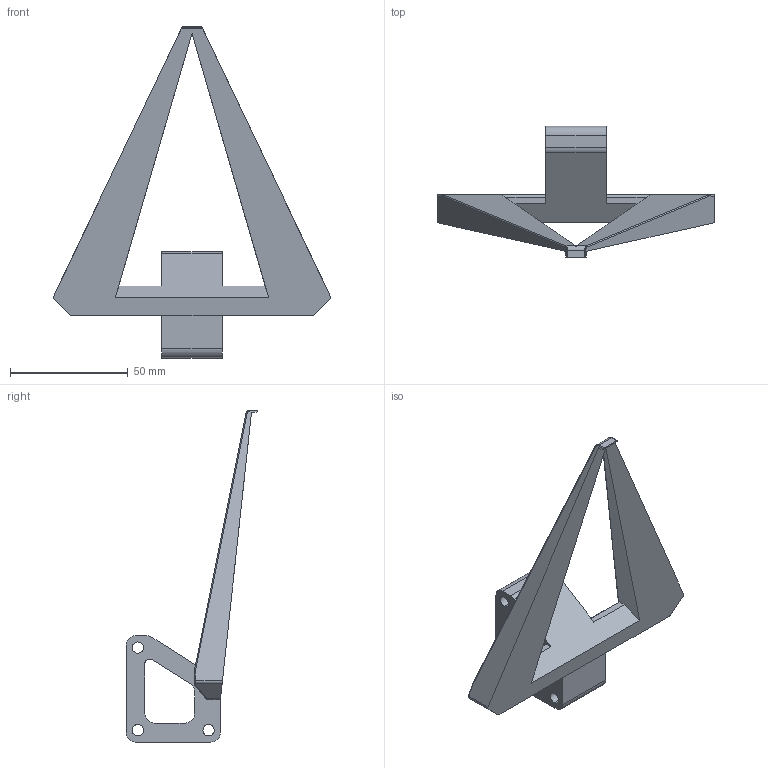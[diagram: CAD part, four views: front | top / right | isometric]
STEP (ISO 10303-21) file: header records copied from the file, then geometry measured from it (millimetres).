
FILE_DESCRIPTION (( 'STEP AP214' ), '1' );
FILE_NAME ('two_finger_backing.STEP', '2025-03-17T23:32:26', ( '' ), ( '' ), 'SwSTEP 2.0', 'SolidWorks 2024', '' );
FILE_SCHEMA (( 'AUTOMOTIVE_DESIGN' ));
Length unit declared in the file: millimetre
Products named in the file (1): two_finger_backing
Bounding box: 117.59 x 55.92 x 140.75 mm (x, y, z)
Volume: 64266.7 mm3; surface area: 22585.2 mm2
Topology: 1 solids, 1 shells, 83 faces, 220 edges, 134 vertices
Faces by surface type: cylinder 37, plane 34, bspline 6, sphere 4, torus 2
Entity records: 2638 total; most frequent: CARTESIAN_POINT 604, ORIENTED_EDGE 432, DIRECTION 414, EDGE_CURVE 216, AXIS2_PLACEMENT_3D 142, VERTEX_POINT 134, VECTOR 130, LINE 130
